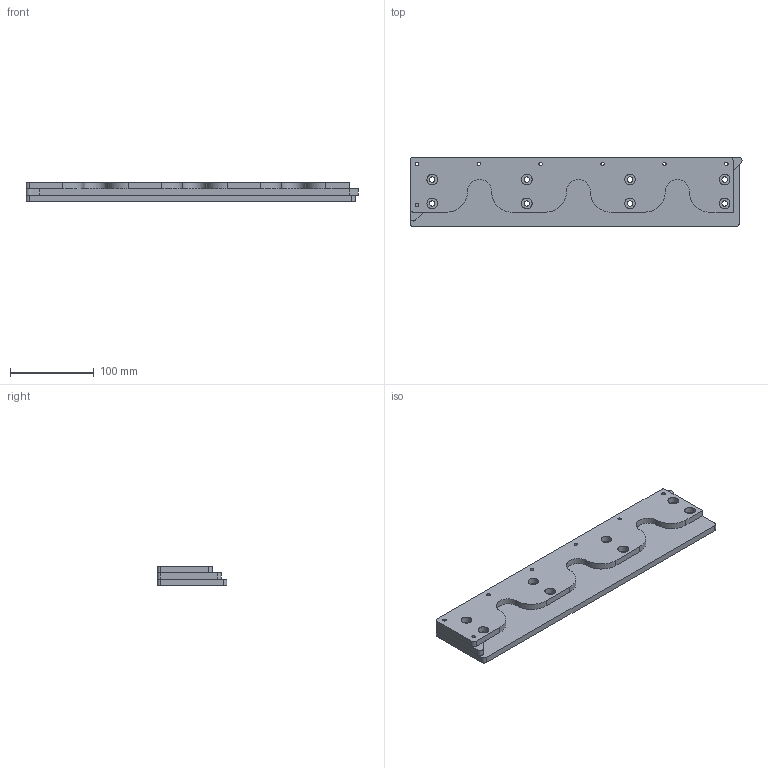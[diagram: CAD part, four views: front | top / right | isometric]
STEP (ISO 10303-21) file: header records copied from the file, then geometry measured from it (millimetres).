
FILE_DESCRIPTION(('FreeCAD Model'),'2;1');
FILE_NAME('Open CASCADE Shape Model','2025-05-03T00:41:10',('FreeCAD'),( 'FreeCAD'),'Open CASCADE STEP processor 7.6','FreeCAD','Unknown');
FILE_SCHEMA(('AUTOMOTIVE_DESIGN { 1 0 10303 214 1 1 1 1 }'));
Length unit declared in the file: millimetre
Products named in the file (1): Open CASCADE STEP translator 7.6 1
Bounding box: 395.62 x 83 x 22.49 mm (x, y, z)
Volume: 447501.4 mm3; surface area: 146645.2 mm2
Topology: 3 solids, 3 shells, 78 faces, 216 edges, 144 vertices
Faces by surface type: bspline 78
Entity records: 3141 total; most frequent: CARTESIAN_POINT 1821, ORIENTED_EDGE 432, EDGE_CURVE 216, FACE_BOUND 150, EDGE_LOOP 150, VERTEX_POINT 144, B_SPLINE_CURVE_WITH_KNOTS 106, ADVANCED_FACE 78
